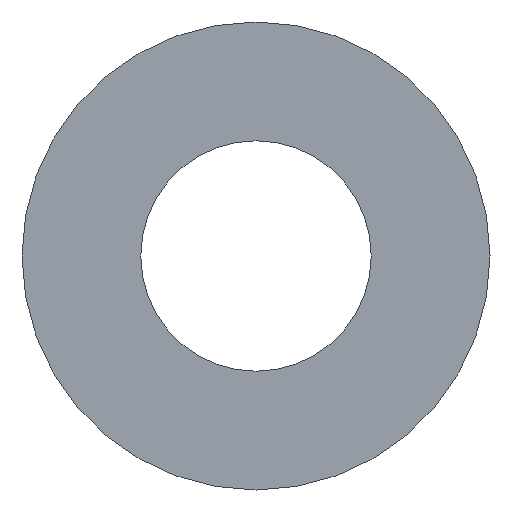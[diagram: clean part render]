
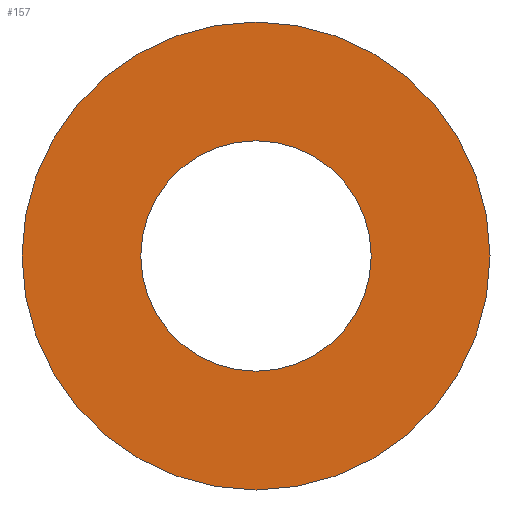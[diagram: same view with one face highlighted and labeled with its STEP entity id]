
A CAD part, front view. The second image highlights one B-rep face of the part: STEP entity #157.
In plain terms, the highlighted planar face has unit normal (0, -1, 0).
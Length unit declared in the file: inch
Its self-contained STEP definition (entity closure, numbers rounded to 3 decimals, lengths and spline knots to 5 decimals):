
#2 = CARTESIAN_POINT ( 'NONE',  ( 0., -0.02, 0. ) ) ;
#8 = AXIS2_PLACEMENT_3D ( 'NONE', #182, #169, #12 ) ;
#12 = DIRECTION ( 'NONE',  ( 0., 0., 1. ) ) ;
#17 = VERTEX_POINT ( 'NONE', #177 ) ;
#24 = DIRECTION ( 'NONE',  ( 0., 1., 0. ) ) ;
#32 = VERTEX_POINT ( 'NONE', #180 ) ;
#33 = VERTEX_POINT ( 'NONE', #115 ) ;
#35 = EDGE_CURVE ( 'NONE', #17, #32, #87, .T. ) ;
#36 = DIRECTION ( 'NONE',  ( 0., 1., 0. ) ) ;
#42 = CARTESIAN_POINT ( 'NONE',  ( 0., -0.02, 0. ) ) ;
#43 = CARTESIAN_POINT ( 'NONE',  ( 0., -0.02, -0.325 ) ) ;
#45 = CARTESIAN_POINT ( 'NONE',  ( 0., -0.02, 0. ) ) ;
#49 = DIRECTION ( 'NONE',  ( 0., 1., 0. ) ) ;
#63 = AXIS2_PLACEMENT_3D ( 'NONE', #42, #24, #212 ) ;
#69 = CIRCLE ( 'NONE', #150, 0.325 ) ;
#87 = CIRCLE ( 'NONE', #63, 0.16 ) ;
#88 = EDGE_CURVE ( 'NONE', #109, #33, #69, .T. ) ;
#89 = ORIENTED_EDGE ( 'NONE', *, *, #190, .T. ) ;
#94 = EDGE_LOOP ( 'NONE', ( #156, #194 ) ) ;
#97 = DIRECTION ( 'NONE',  ( 0., 0., 1. ) ) ;
#109 = VERTEX_POINT ( 'NONE', #43 ) ;
#110 = CIRCLE ( 'NONE', #188, 0.16 ) ;
#113 = EDGE_LOOP ( 'NONE', ( #208, #89 ) ) ;
#115 = CARTESIAN_POINT ( 'NONE',  ( 0., -0.02, 0.325 ) ) ;
#117 = FACE_BOUND ( 'NONE', #113, .T. ) ;
#134 = AXIS2_PLACEMENT_3D ( 'NONE', #149, #186, #222 ) ;
#149 = CARTESIAN_POINT ( 'NONE',  ( 0., -0.02, 0. ) ) ;
#150 = AXIS2_PLACEMENT_3D ( 'NONE', #2, #36, #191 ) ;
#156 = ORIENTED_EDGE ( 'NONE', *, *, #88, .F. ) ;
#157 = ADVANCED_FACE ( 'NONE', ( #181, #117 ), #221, .F. ) ;
#169 = DIRECTION ( 'NONE',  ( 0., 1., 0. ) ) ;
#177 = CARTESIAN_POINT ( 'NONE',  ( 0., -0.02, -0.16 ) ) ;
#180 = CARTESIAN_POINT ( 'NONE',  ( 0., -0.02, 0.16 ) ) ;
#181 = FACE_OUTER_BOUND ( 'NONE', #94, .T. ) ;
#182 = CARTESIAN_POINT ( 'NONE',  ( 0., -0.02, 0. ) ) ;
#186 = DIRECTION ( 'NONE',  ( 0., 1., 0. ) ) ;
#188 = AXIS2_PLACEMENT_3D ( 'NONE', #45, #49, #97 ) ;
#190 = EDGE_CURVE ( 'NONE', #32, #17, #110, .T. ) ;
#191 = DIRECTION ( 'NONE',  ( 0., 0., 1. ) ) ;
#193 = CIRCLE ( 'NONE', #8, 0.325 ) ;
#194 = ORIENTED_EDGE ( 'NONE', *, *, #213, .F. ) ;
#208 = ORIENTED_EDGE ( 'NONE', *, *, #35, .T. ) ;
#212 = DIRECTION ( 'NONE',  ( 0., 0., 1. ) ) ;
#213 = EDGE_CURVE ( 'NONE', #33, #109, #193, .T. ) ;
#221 = PLANE ( 'NONE',  #134 ) ;
#222 = DIRECTION ( 'NONE',  ( 0., 0., 1. ) ) ;
